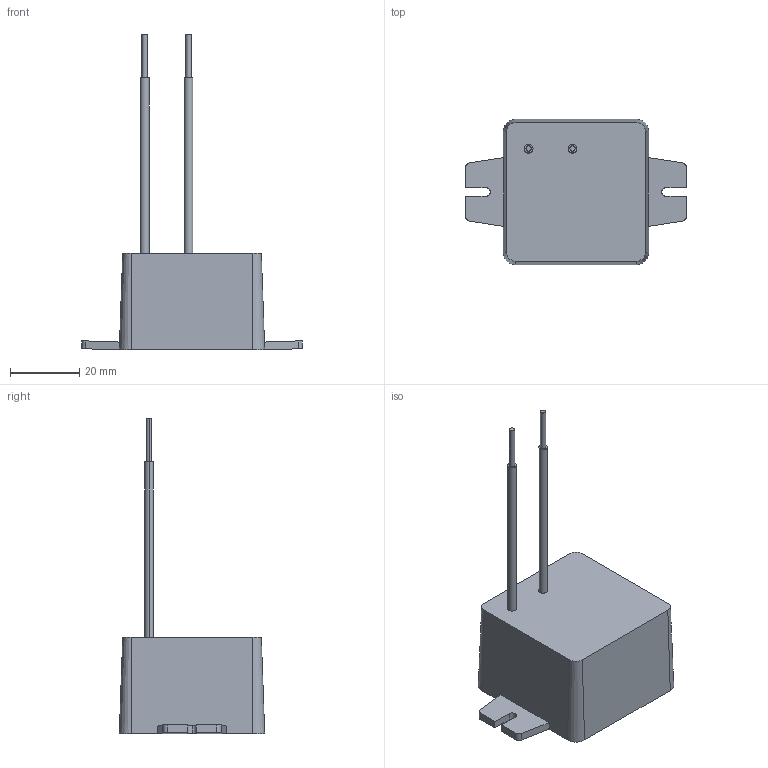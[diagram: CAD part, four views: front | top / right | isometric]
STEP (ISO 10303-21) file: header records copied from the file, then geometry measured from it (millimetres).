
FILE_DESCRIPTION (( 'STEP AP214' ), '1' );
FILE_NAME ('107615.STEP', '2011-07-09T19:18:11', ( 'LALo' ), ( 'Edi Foundation' ), 'SwSTEP 2.0', 'SolidWorks 2011', '' );
FILE_SCHEMA (( 'AUTOMOTIVE_DESIGN' ));
Length unit declared in the file: inch
Products named in the file (1): 107615
Bounding box: 63.91 x 42.08 x 91.44 mm (x, y, z)
Volume: 48282.8 mm3; surface area: 10352.6 mm2
Topology: 1 solids, 1 shells, 63 faces, 161 edges, 106 vertices
Faces by surface type: plane 36, cylinder 23, cone 4
Entity records: 2685 total; most frequent: DIRECTION 343, CARTESIAN_POINT 331, ORIENTED_EDGE 322, EDGE_CURVE 161, AXIS2_PLACEMENT_3D 118, LINE 107, VECTOR 107, VERTEX_POINT 106
